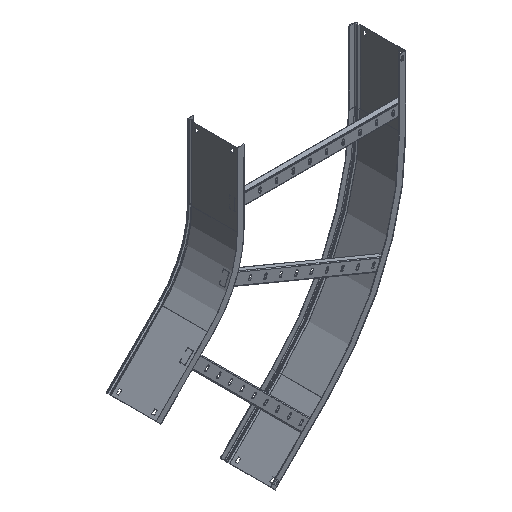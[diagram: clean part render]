
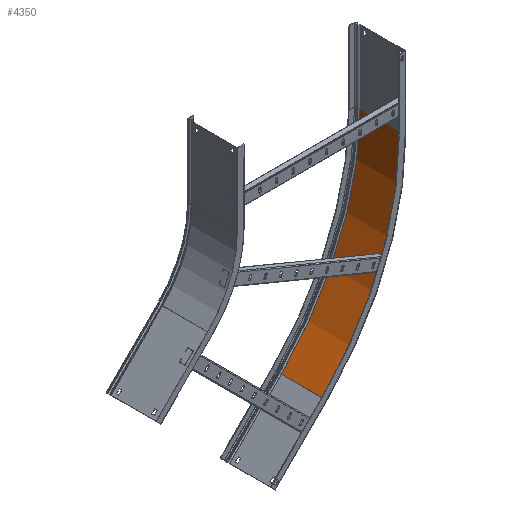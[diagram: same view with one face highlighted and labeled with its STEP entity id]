
A CAD part, isometric view. The second image highlights one B-rep face of the part: STEP entity #4350.
In plain terms, the highlighted cylindrical face has radius 798.8 mm (diameter 1597.6 mm), a partial arc.
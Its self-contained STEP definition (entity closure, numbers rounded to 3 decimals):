
#694 = DIRECTION ( 'NONE',  ( 0., 0., 1. ) ) ;
#720 = VECTOR ( 'NONE', #4013, 1000. ) ;
#999 = CARTESIAN_POINT ( 'NONE',  ( 564.837, 1.2, -564.837 ) ) ;
#1021 = DIRECTION ( 'NONE',  ( 0., 0., -1. ) ) ;
#1115 = ORIENTED_EDGE ( 'NONE', *, *, #8043, .T. ) ;
#1225 = VECTOR ( 'NONE', #3753, 1000. ) ;
#1618 = VERTEX_POINT ( 'NONE', #999 ) ;
#1810 = DIRECTION ( 'NONE',  ( 0., -1., 0. ) ) ;
#1889 = CARTESIAN_POINT ( 'NONE',  ( 0., 0., 0. ) ) ;
#2392 = CYLINDRICAL_SURFACE ( 'NONE', #5969, 798.8 ) ;
#2575 = CIRCLE ( 'NONE', #5480, 798.8 ) ;
#2595 = FACE_OUTER_BOUND ( 'NONE', #8183, .T. ) ;
#3614 = VERTEX_POINT ( 'NONE', #8351 ) ;
#3724 = CARTESIAN_POINT ( 'NONE',  ( 0., 1.2, 0. ) ) ;
#3753 = DIRECTION ( 'NONE',  ( 0., 1., 0. ) ) ;
#3841 = CARTESIAN_POINT ( 'NONE',  ( 564.837, 134.965, -564.837 ) ) ;
#4013 = DIRECTION ( 'NONE',  ( 0., 1., 0. ) ) ;
#4350 = ADVANCED_FACE ( 'NONE', ( #2595 ), #2392, .F. ) ;
#4436 = CIRCLE ( 'NONE', #4833, 798.8 ) ;
#4473 = DIRECTION ( 'NONE',  ( 0., 1., 0. ) ) ;
#4500 = ORIENTED_EDGE ( 'NONE', *, *, #7739, .T. ) ;
#4732 = VERTEX_POINT ( 'NONE', #6261 ) ;
#4833 = AXIS2_PLACEMENT_3D ( 'NONE', #3724, #1810, #694 ) ;
#4894 = VERTEX_POINT ( 'NONE', #3841 ) ;
#5006 = CARTESIAN_POINT ( 'NONE',  ( 798.8, 0., 0. ) ) ;
#5074 = EDGE_CURVE ( 'NONE', #4894, #3614, #2575, .T. ) ;
#5165 = DIRECTION ( 'NONE',  ( 0., 0., 1. ) ) ;
#5480 = AXIS2_PLACEMENT_3D ( 'NONE', #6272, #6866, #1021 ) ;
#5969 = AXIS2_PLACEMENT_3D ( 'NONE', #1889, #4473, #5165 ) ;
#6261 = CARTESIAN_POINT ( 'NONE',  ( 798.8, 1.2, 0. ) ) ;
#6272 = CARTESIAN_POINT ( 'NONE',  ( 0., 134.965, 0. ) ) ;
#6291 = ORIENTED_EDGE ( 'NONE', *, *, #5074, .F. ) ;
#6491 = LINE ( 'NONE', #5006, #1225 ) ;
#6706 = LINE ( 'NONE', #7966, #720 ) ;
#6866 = DIRECTION ( 'NONE',  ( 0., -1., 0. ) ) ;
#7295 = EDGE_CURVE ( 'NONE', #1618, #4894, #6706, .T. ) ;
#7739 = EDGE_CURVE ( 'NONE', #4732, #3614, #6491, .T. ) ;
#7956 = ORIENTED_EDGE ( 'NONE', *, *, #7295, .F. ) ;
#7966 = CARTESIAN_POINT ( 'NONE',  ( 564.837, 2.2, -564.837 ) ) ;
#8043 = EDGE_CURVE ( 'NONE', #1618, #4732, #4436, .T. ) ;
#8183 = EDGE_LOOP ( 'NONE', ( #4500, #6291, #7956, #1115 ) ) ;
#8351 = CARTESIAN_POINT ( 'NONE',  ( 798.8, 134.965, 0. ) ) ;
